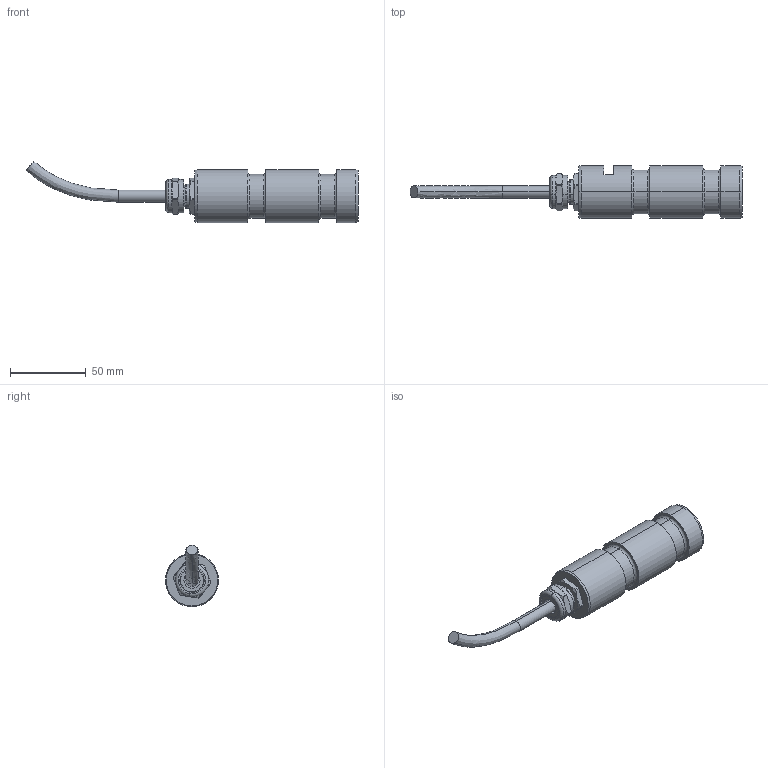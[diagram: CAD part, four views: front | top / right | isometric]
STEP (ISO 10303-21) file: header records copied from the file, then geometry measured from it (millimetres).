
FILE_DESCRIPTION (( 'STEP AP214' ), '1' );
FILE_NAME ('ALP-4 29AUG23.STEP', '2023-08-29T04:18:42', ( '' ), ( '' ), 'SwSTEP 2.0', 'SolidWorks 2014', '' );
FILE_SCHEMA (( 'AUTOMOTIVE_DESIGN' ));
Length unit declared in the file: millimetre
Products named in the file (4): MMACH-A006176; ALP-4 29AUG23; CONN-A005411; cable^ALP-4
Assembly tree (3 placements, depth 2):
  ALP-4 29AUG23
    MMACH-A006176
    CONN-A005411
    cable^ALP-4
Bounding box: 219.63 x 35 x 40.5 mm (x, y, z)
Volume: 107182.3 mm3; surface area: 21668.4 mm2
Topology: 4 solids, 4 shells, 152 faces, 320 edges, 186 vertices
Faces by surface type: cone 64, cylinder 38, plane 32, torus 16, bspline 2
Entity records: 4575 total; most frequent: CARTESIAN_POINT 976, DIRECTION 770, ORIENTED_EDGE 640, AXIS2_PLACEMENT_3D 332, EDGE_CURVE 320, VERTEX_POINT 186, CIRCLE 176, EDGE_LOOP 166
